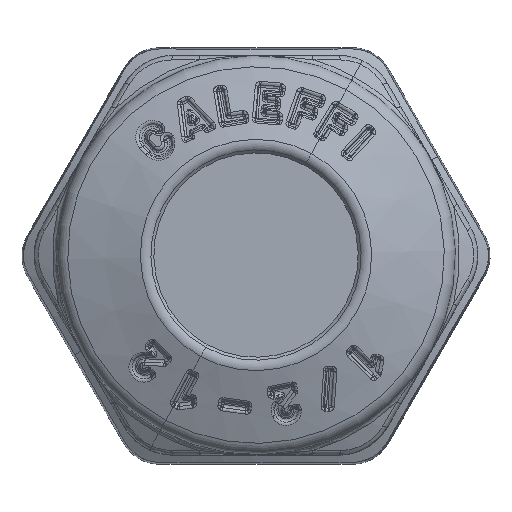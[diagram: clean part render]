
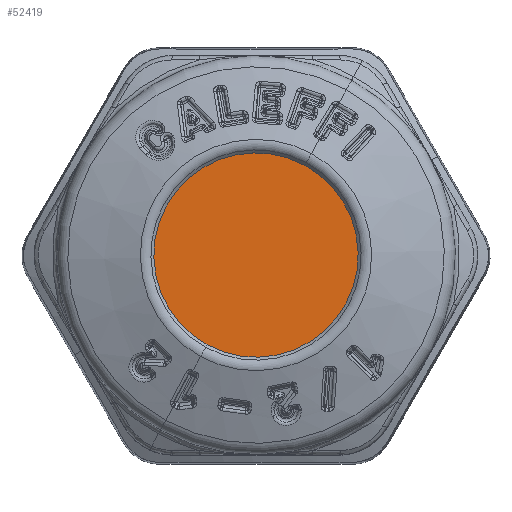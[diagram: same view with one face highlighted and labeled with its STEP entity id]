
A CAD part, top view. The second image highlights one B-rep face of the part: STEP entity #52419.
In plain terms, the highlighted planar face has unit normal (0, 0, 1).
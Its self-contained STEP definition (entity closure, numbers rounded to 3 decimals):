
#52372=CARTESIAN_POINT('Axis2P3D Location',(0.,0.306,-1.038)) ;
#52376=CARTESIAN_POINT('Vertex',(-2.924,-5.047,-1.038)) ;
#52378=CARTESIAN_POINT('Vertex',(2.924,5.659,-1.038)) ;
#52398=CARTESIAN_POINT('Axis2P3D Location',(0.,0.306,-1.038)) ;
#52410=CARTESIAN_POINT('Axis2P3D Location',(0.,0.,-1.038)) ;
#52373=DIRECTION('Axis2P3D Direction',(0.,0.,-1.)) ;
#52399=DIRECTION('Axis2P3D Direction',(0.,0.,-1.)) ;
#52411=DIRECTION('Axis2P3D Direction',(0.,0.,-1.)) ;
#52412=DIRECTION('Axis2P3D XDirection',(1.,0.,0.)) ;
#52374=AXIS2_PLACEMENT_3D('Circle Axis2P3D',#52372,#52373,$) ;
#52400=AXIS2_PLACEMENT_3D('Circle Axis2P3D',#52398,#52399,$) ;
#52413=AXIS2_PLACEMENT_3D('Plane Axis2P3D',#52410,#52411,#52412) ;
#52375=CIRCLE('generated circle',#52374,6.1) ;
#52401=CIRCLE('generated circle',#52400,6.1) ;
#52414=PLANE('',#52413) ;
#52380=EDGE_CURVE('',#52377,#52379,#52375,.T.) ;
#52402=EDGE_CURVE('',#52379,#52377,#52401,.T.) ;
#52416=ORIENTED_EDGE('',*,*,#52402,.F.) ;
#52417=ORIENTED_EDGE('',*,*,#52380,.F.) ;
#52415=EDGE_LOOP('',(#52416,#52417)) ;
#52377=VERTEX_POINT('',#52376) ;
#52379=VERTEX_POINT('',#52378) ;
#52419=ADVANCED_FACE('PartBody',(#52418),#52414,.F.) ;
#52418=FACE_OUTER_BOUND('',#52415,.T.) ;
